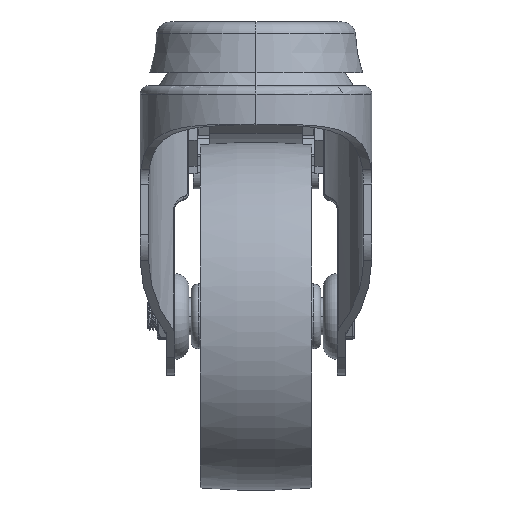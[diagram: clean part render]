
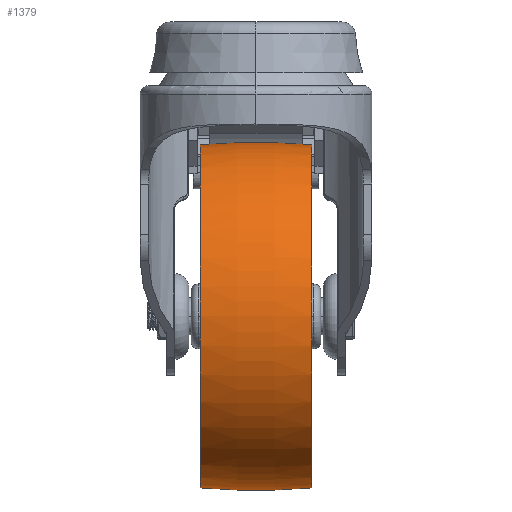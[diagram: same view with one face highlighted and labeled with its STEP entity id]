
A CAD part, left-side view. The second image highlights one B-rep face of the part: STEP entity #1379.
In plain terms, the highlighted toroidal (fillet/blend) face has major radius 106.75 mm and minor radius 144.25 mm.
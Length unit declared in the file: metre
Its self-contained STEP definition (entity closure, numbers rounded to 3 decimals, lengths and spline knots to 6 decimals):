
#1379=ADVANCED_FACE('',(#2480),#2481,.T.);
#2480=FACE_OUTER_BOUND('',#7091,.T.);
#2481=TOROIDAL_SURFACE('',#7092,-0.10675,0.14425);
#7091=EDGE_LOOP('',(#18080,#18081,#18082,#18083,#18084,#18085));
#7092=AXIS2_PLACEMENT_3D('',#18086,#18087,#18088);
#18080=ORIENTED_EDGE('',*,*,#20925,.F.);
#18081=ORIENTED_EDGE('',*,*,#20926,.T.);
#18082=ORIENTED_EDGE('',*,*,#20927,.T.);
#18083=ORIENTED_EDGE('',*,*,#20928,.F.);
#18084=ORIENTED_EDGE('',*,*,#20929,.F.);
#18085=ORIENTED_EDGE('',*,*,#20930,.F.);
#18086=CARTESIAN_POINT('',(0.,0.,0.0));
#18087=DIRECTION('',(0.,1.0,0.0));
#18088=DIRECTION('',(0.0,0.0,-1.0));
#20925=EDGE_CURVE('',#23255,#23256,#23257,.T.);
#20926=EDGE_CURVE('',#23255,#23258,#23259,.T.);
#20927=EDGE_CURVE('',#23258,#23260,#23261,.T.);
#20928=EDGE_CURVE('',#23262,#23260,#23263,.T.);
#20929=EDGE_CURVE('',#23264,#23262,#23265,.T.);
#20930=EDGE_CURVE('',#23256,#23264,#23266,.T.);
#23255=VERTEX_POINT('',#27592);
#23256=VERTEX_POINT('',#27593);
#23257=CIRCLE('',#27594,0.14425);
#23258=VERTEX_POINT('',#27595);
#23259=CIRCLE('',#27596,0.037);
#23260=VERTEX_POINT('',#27597);
#23261=CIRCLE('',#27598,0.037);
#23262=VERTEX_POINT('',#27599);
#23263=CIRCLE('',#27600,0.14425);
#23264=VERTEX_POINT('',#27601);
#23265=CIRCLE('',#27602,0.037);
#23266=CIRCLE('',#27603,0.037);
#27592=CARTESIAN_POINT('',(0.,-0.012,-0.037));
#27593=CARTESIAN_POINT('',(0.,0.012,-0.037));
#27594=AXIS2_PLACEMENT_3D('',#39544,#39545,#39546);
#27595=CARTESIAN_POINT('',(-0.037,-0.012,0.0));
#27596=AXIS2_PLACEMENT_3D('',#39547,#39548,#39549);
#27597=CARTESIAN_POINT('',(0.,-0.012,0.037));
#27598=AXIS2_PLACEMENT_3D('',#39550,#39551,#39552);
#27599=CARTESIAN_POINT('',(0.,0.012,0.037));
#27600=AXIS2_PLACEMENT_3D('',#39553,#39554,#39555);
#27601=CARTESIAN_POINT('',(-0.037,0.012,0.0));
#27602=AXIS2_PLACEMENT_3D('',#39556,#39557,#39558);
#27603=AXIS2_PLACEMENT_3D('',#39559,#39560,#39561);
#39544=CARTESIAN_POINT('',(0.,0.,0.10675));
#39545=DIRECTION('',(1.0,0.,0.));
#39546=DIRECTION('',(0.,0.,-1.0));
#39547=CARTESIAN_POINT('',(0.,-0.012,0.0));
#39548=DIRECTION('',(0.,1.0,0.0));
#39549=DIRECTION('',(-1.0,0.,0.0));
#39550=CARTESIAN_POINT('',(0.,-0.012,0.0));
#39551=DIRECTION('',(0.,1.0,0.0));
#39552=DIRECTION('',(-1.0,0.,0.0));
#39553=CARTESIAN_POINT('',(0.,0.,-0.10675));
#39554=DIRECTION('',(1.0,0.,0.));
#39555=DIRECTION('',(0.,0.,1.0));
#39556=CARTESIAN_POINT('',(0.,0.012,0.0));
#39557=DIRECTION('',(0.,1.0,0.0));
#39558=DIRECTION('',(-1.0,0.,0.0));
#39559=CARTESIAN_POINT('',(0.,0.012,0.0));
#39560=DIRECTION('',(0.,1.0,0.0));
#39561=DIRECTION('',(-1.0,0.,0.0));
